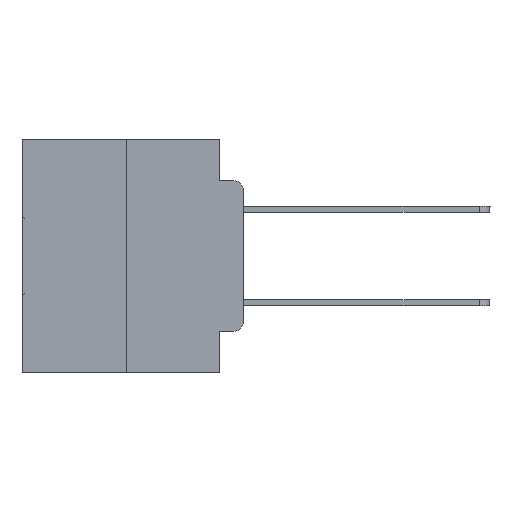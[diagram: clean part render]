
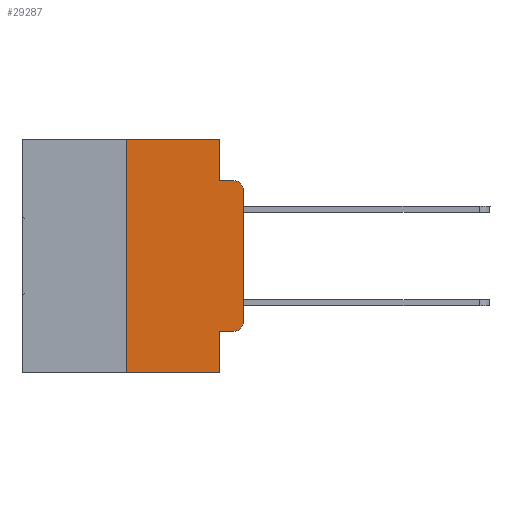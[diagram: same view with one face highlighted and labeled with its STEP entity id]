
A CAD part, left-side view. The second image highlights one B-rep face of the part: STEP entity #29287.
In plain terms, the highlighted planar face has unit normal (-1, 0, 0).
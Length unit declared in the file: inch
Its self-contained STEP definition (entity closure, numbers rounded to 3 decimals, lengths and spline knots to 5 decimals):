
#321 = CARTESIAN_POINT ( 'NONE',  ( 0., 0.051, 0. ) ) ;
#466 = LINE ( 'NONE', #10491, #2754 ) ;
#743 = VERTEX_POINT ( 'NONE', #8214 ) ;
#768 = EDGE_CURVE ( 'NONE', #32091, #16113, #23109, .T. ) ;
#1123 = CARTESIAN_POINT ( 'NONE',  ( 0., 0.051, -0.5 ) ) ;
#1341 = ORIENTED_EDGE ( 'NONE', *, *, #31998, .T. ) ;
#1390 = LINE ( 'NONE', #9446, #29663 ) ;
#1653 = CARTESIAN_POINT ( 'NONE',  ( 0., 0.473, 0. ) ) ;
#1812 = DIRECTION ( 'NONE',  ( 0., 0., -1. ) ) ;
#1883 = ORIENTED_EDGE ( 'NONE', *, *, #23085, .F. ) ;
#2357 = VERTEX_POINT ( 'NONE', #5376 ) ;
#2486 = CARTESIAN_POINT ( 'NONE',  ( 0., 0.02, -0.0885 ) ) ;
#2575 = DIRECTION ( 'NONE',  ( -1., 0., 0. ) ) ;
#2754 = VECTOR ( 'NONE', #29971, 39.37008 ) ;
#2898 = CARTESIAN_POINT ( 'NONE',  ( 0., 0.02, -0.3915 ) ) ;
#2923 = LINE ( 'NONE', #18013, #6236 ) ;
#3549 = ORIENTED_EDGE ( 'NONE', *, *, #5492, .F. ) ;
#3616 = DIRECTION ( 'NONE',  ( 0., 0., 1. ) ) ;
#3804 = FACE_OUTER_BOUND ( 'NONE', #24066, .T. ) ;
#4513 = DIRECTION ( 'NONE',  ( 0., 0., 1. ) ) ;
#4960 = AXIS2_PLACEMENT_3D ( 'NONE', #2898, #2575, #5689 ) ;
#5376 = CARTESIAN_POINT ( 'NONE',  ( 0., 0., -0.3915 ) ) ;
#5492 = EDGE_CURVE ( 'NONE', #743, #17764, #21245, .T. ) ;
#5689 = DIRECTION ( 'NONE',  ( 0., 0., -1. ) ) ;
#5739 = DIRECTION ( 'NONE',  ( 0., 0., -1. ) ) ;
#5800 = ORIENTED_EDGE ( 'NONE', *, *, #9600, .T. ) ;
#6236 = VECTOR ( 'NONE', #9174, 39.37008 ) ;
#8214 = CARTESIAN_POINT ( 'NONE',  ( 0., 0.051, -0.4115 ) ) ;
#9174 = DIRECTION ( 'NONE',  ( 0., -1., 0. ) ) ;
#9194 = CARTESIAN_POINT ( 'NONE',  ( 0., 0.02, -0.4115 ) ) ;
#9446 = CARTESIAN_POINT ( 'NONE',  ( 0., 0., 0. ) ) ;
#9600 = EDGE_CURVE ( 'NONE', #743, #27858, #466, .T. ) ;
#10491 = CARTESIAN_POINT ( 'NONE',  ( 0., 0.051, -0.4115 ) ) ;
#11163 = ORIENTED_EDGE ( 'NONE', *, *, #29438, .T. ) ;
#11443 = EDGE_CURVE ( 'NONE', #16113, #29063, #16969, .T. ) ;
#11855 = CIRCLE ( 'NONE', #24390, 0.02 ) ;
#12021 = ORIENTED_EDGE ( 'NONE', *, *, #768, .F. ) ;
#12025 = VECTOR ( 'NONE', #28928, 39.37008 ) ;
#13959 = VERTEX_POINT ( 'NONE', #22874 ) ;
#14385 = EDGE_CURVE ( 'NONE', #13959, #32091, #22031, .T. ) ;
#14799 = DIRECTION ( 'NONE',  ( -1., 0., 0. ) ) ;
#14945 = CIRCLE ( 'NONE', #4960, 0.02 ) ;
#15033 = ORIENTED_EDGE ( 'NONE', *, *, #17787, .T. ) ;
#15543 = EDGE_CURVE ( 'NONE', #2357, #23968, #1390, .T. ) ;
#16113 = VERTEX_POINT ( 'NONE', #26536 ) ;
#16268 = PLANE ( 'NONE',  #25884 ) ;
#16903 = DIRECTION ( 'NONE',  ( 1., 0., 0. ) ) ;
#16969 = LINE ( 'NONE', #28769, #12025 ) ;
#17386 = DIRECTION ( 'NONE',  ( 0., 0., -1. ) ) ;
#17764 = VERTEX_POINT ( 'NONE', #1123 ) ;
#17787 = EDGE_CURVE ( 'NONE', #29707, #17764, #2923, .T. ) ;
#18013 = CARTESIAN_POINT ( 'NONE',  ( 0., 0.473, -0.5 ) ) ;
#18465 = CARTESIAN_POINT ( 'NONE',  ( 0., 0.051, 0. ) ) ;
#20051 = DIRECTION ( 'NONE',  ( 0., -1., 0. ) ) ;
#20054 = ORIENTED_EDGE ( 'NONE', *, *, #15543, .T. ) ;
#20164 = LINE ( 'NONE', #27840, #29970 ) ;
#21245 = LINE ( 'NONE', #18465, #29530 ) ;
#21366 = VECTOR ( 'NONE', #5739, 39.37008 ) ;
#22031 = LINE ( 'NONE', #29886, #28648 ) ;
#22874 = CARTESIAN_POINT ( 'NONE',  ( 0., 0.25, 0. ) ) ;
#23085 = EDGE_CURVE ( 'NONE', #29707, #13959, #20164, .T. ) ;
#23109 = LINE ( 'NONE', #28178, #21366 ) ;
#23968 = VERTEX_POINT ( 'NONE', #28220 ) ;
#24066 = EDGE_LOOP ( 'NONE', ( #20054, #1341, #25284, #12021, #27168, #1883, #15033, #3549, #5800, #11163 ) ) ;
#24390 = AXIS2_PLACEMENT_3D ( 'NONE', #27522, #14799, #17386 ) ;
#25284 = ORIENTED_EDGE ( 'NONE', *, *, #11443, .F. ) ;
#25884 = AXIS2_PLACEMENT_3D ( 'NONE', #1653, #16903, #1812 ) ;
#26536 = CARTESIAN_POINT ( 'NONE',  ( 0., 0.051, -0.0885 ) ) ;
#26641 = CARTESIAN_POINT ( 'NONE',  ( 0., 0.25, -0.5 ) ) ;
#27168 = ORIENTED_EDGE ( 'NONE', *, *, #14385, .F. ) ;
#27522 = CARTESIAN_POINT ( 'NONE',  ( 0., 0.02, -0.1085 ) ) ;
#27840 = CARTESIAN_POINT ( 'NONE',  ( 0., 0.25, 0. ) ) ;
#27858 = VERTEX_POINT ( 'NONE', #9194 ) ;
#28178 = CARTESIAN_POINT ( 'NONE',  ( 0., 0.051, 0. ) ) ;
#28220 = CARTESIAN_POINT ( 'NONE',  ( 0., 0., -0.1085 ) ) ;
#28451 = DIRECTION ( 'NONE',  ( 0., 0., -1. ) ) ;
#28648 = VECTOR ( 'NONE', #20051, 39.37008 ) ;
#28769 = CARTESIAN_POINT ( 'NONE',  ( 0., 0.051, -0.0885 ) ) ;
#28928 = DIRECTION ( 'NONE',  ( 0., -1., 0. ) ) ;
#29063 = VERTEX_POINT ( 'NONE', #2486 ) ;
#29287 = ADVANCED_FACE ( 'NONE', ( #3804 ), #16268, .F. ) ;
#29438 = EDGE_CURVE ( 'NONE', #27858, #2357, #14945, .T. ) ;
#29530 = VECTOR ( 'NONE', #28451, 39.37008 ) ;
#29663 = VECTOR ( 'NONE', #4513, 39.37008 ) ;
#29707 = VERTEX_POINT ( 'NONE', #26641 ) ;
#29886 = CARTESIAN_POINT ( 'NONE',  ( 0., 0.473, 0. ) ) ;
#29970 = VECTOR ( 'NONE', #3616, 39.37008 ) ;
#29971 = DIRECTION ( 'NONE',  ( 0., -1., 0. ) ) ;
#31998 = EDGE_CURVE ( 'NONE', #23968, #29063, #11855, .T. ) ;
#32091 = VERTEX_POINT ( 'NONE', #321 ) ;
